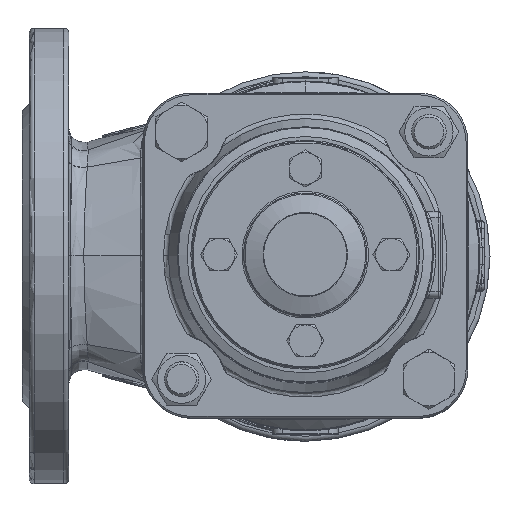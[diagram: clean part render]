
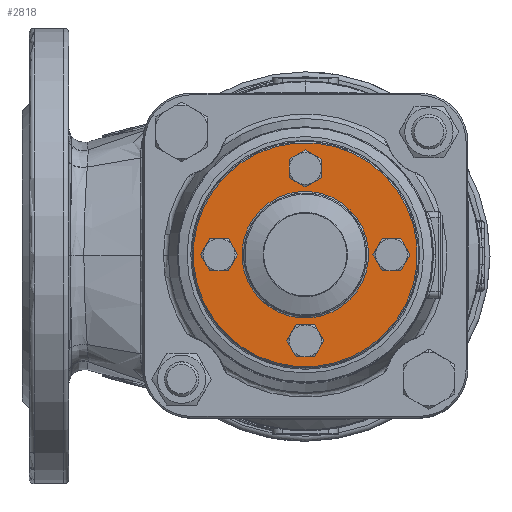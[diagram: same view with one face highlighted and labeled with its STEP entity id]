
A CAD part, top view. The second image highlights one B-rep face of the part: STEP entity #2818.
In plain terms, the highlighted planar face has unit normal (0, 0, 1).
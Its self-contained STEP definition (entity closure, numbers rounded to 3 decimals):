
#2319=CARTESIAN_POINT('',(32.173,32.173,299.5));
#2320=VERTEX_POINT('',#2319);
#2327=CARTESIAN_POINT('',(-32.173,-32.173,299.5));
#2328=VERTEX_POINT('',#2327);
#2329=CARTESIAN_POINT('',(0.,0.,299.5));
#2330=DIRECTION('',(-0.,-0.,1.));
#2331=DIRECTION('',(0.707,0.707,0.));
#2332=AXIS2_PLACEMENT_3D('',#2329,#2330,#2331);
#2333=CIRCLE('',#2332,45.5);
#2334=EDGE_CURVE('NONE',#2328,#2320,#2333,.T.);
#2336=CARTESIAN_POINT('',(0.,0.,299.5));
#2337=DIRECTION('',(-0.,-0.,1.));
#2338=DIRECTION('',(0.707,0.707,0.));
#2339=AXIS2_PLACEMENT_3D('',#2336,#2337,#2338);
#2340=CIRCLE('',#2339,45.5);
#2341=EDGE_CURVE('NONE',#2320,#2328,#2340,.T.);
#2370=CARTESIAN_POINT('',(18.173,18.173,299.5));
#2371=VERTEX_POINT('',#2370);
#2489=CARTESIAN_POINT('',(-18.173,-18.173,299.5));
#2490=VERTEX_POINT('',#2489);
#2491=CARTESIAN_POINT('',(0.,0.,299.5));
#2492=DIRECTION('',(0.,0.,-1.));
#2493=DIRECTION('',(0.707,0.707,0.));
#2494=AXIS2_PLACEMENT_3D('',#2491,#2492,#2493);
#2495=CIRCLE('',#2494,25.7);
#2496=EDGE_CURVE('NONE',#2490,#2371,#2495,.T.);
#2498=CARTESIAN_POINT('',(0.,0.,299.5));
#2499=DIRECTION('',(0.,0.,-1.));
#2500=DIRECTION('',(0.707,0.707,0.));
#2501=AXIS2_PLACEMENT_3D('',#2498,#2499,#2500);
#2502=CIRCLE('',#2501,25.7);
#2503=EDGE_CURVE('NONE',#2371,#2490,#2502,.T.);
#2805=CARTESIAN_POINT('',(-32.527,32.527,299.5));
#2806=DIRECTION('',(0.,0.,-1.));
#2807=DIRECTION('',(0.707,0.707,0.));
#2808=AXIS2_PLACEMENT_3D('',#2805,#2806,#2807);
#2809=PLANE('',#2808);
#2810=ORIENTED_EDGE('',*,*,#2341,.T.);
#2811=ORIENTED_EDGE('',*,*,#2334,.T.);
#2812=EDGE_LOOP('',(#2810,#2811));
#2813=FACE_BOUND('',#2812,.T.);
#2814=ORIENTED_EDGE('',*,*,#2503,.T.);
#2815=ORIENTED_EDGE('',*,*,#2496,.T.);
#2816=EDGE_LOOP('',(#2814,#2815));
#2817=FACE_BOUND('',#2816,.T.);
#2818=ADVANCED_FACE('NONE',(#2813,#2817),#2809,.F.);
